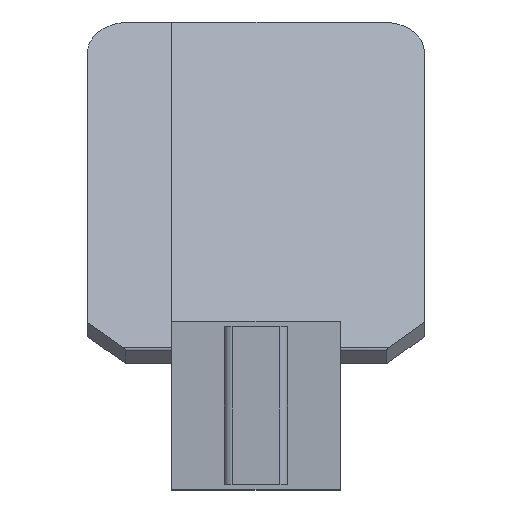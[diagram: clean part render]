
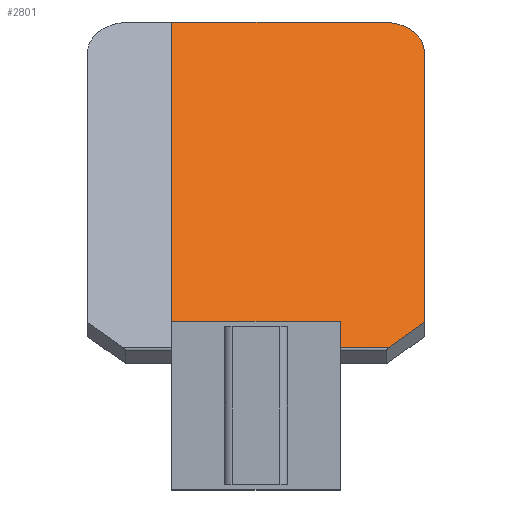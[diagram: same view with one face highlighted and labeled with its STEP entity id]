
A CAD part, top view. The second image highlights one B-rep face of the part: STEP entity #2801.
In plain terms, the highlighted planar face has unit normal (0, 0.707, 0.707).
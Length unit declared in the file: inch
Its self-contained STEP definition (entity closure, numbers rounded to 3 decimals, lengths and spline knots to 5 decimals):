
#116=AXIS2_PLACEMENT_3D('Circle Axis2P3D',#114,#115,$) ;
#2776=AXIS2_PLACEMENT_3D('Plane Axis2P3D',#2773,#2774,#2775) ;
#78=CARTESIAN_POINT('Vertex',(-1.,0.85355,-1.88)) ;
#94=CARTESIAN_POINT('Vertex',(1.,0.85355,-1.88)) ;
#97=CARTESIAN_POINT('Line Origine',(0.,0.85355,-1.88)) ;
#114=CARTESIAN_POINT('Axis2P3D Location',(1.5,4.21231,-5.23876)) ;
#118=CARTESIAN_POINT('Vertex',(1.5,4.56586,-5.59231)) ;
#120=CARTESIAN_POINT('Vertex',(2.,4.21231,-5.23876)) ;
#154=CARTESIAN_POINT('Line Origine',(2.,2.60364,-3.63009)) ;
#158=CARTESIAN_POINT('Vertex',(2.,0.99497,-2.02142)) ;
#520=CARTESIAN_POINT('Vertex',(1.,0.70576,-1.73221)) ;
#711=CARTESIAN_POINT('Line Origine',(1.,0.77966,-1.8061)) ;
#811=CARTESIAN_POINT('Vertex',(1.58,0.69799,-1.72444)) ;
#819=CARTESIAN_POINT('Line Origine',(1.775,0.83588,-1.86232)) ;
#836=CARTESIAN_POINT('Vertex',(1.,0.69799,-1.72444)) ;
#839=CARTESIAN_POINT('Line Origine',(1.,0.70187,-1.72832)) ;
#855=CARTESIAN_POINT('Line Origine',(0.,0.69799,-1.72444)) ;
#2773=CARTESIAN_POINT('Axis2P3D Location',(0.,4.56586,-5.59231)) ;
#2778=CARTESIAN_POINT('Line Origine',(0.25,4.56586,-5.59231)) ;
#2782=CARTESIAN_POINT('Vertex',(-1.,4.56586,-5.59231)) ;
#2785=CARTESIAN_POINT('Line Origine',(-1.,2.70971,-3.73616)) ;
#98=DIRECTION('Vector Direction',(-1.,0.,0.)) ;
#115=DIRECTION('Axis2P3D Direction',(0.,0.707,0.707)) ;
#155=DIRECTION('Vector Direction',(0.,-0.707,0.707)) ;
#712=DIRECTION('Vector Direction',(0.,-0.707,0.707)) ;
#820=DIRECTION('Vector Direction',(0.707,0.5,-0.5)) ;
#840=DIRECTION('Vector Direction',(0.,-0.707,0.707)) ;
#856=DIRECTION('Vector Direction',(1.,0.,0.)) ;
#2774=DIRECTION('Axis2P3D Direction',(-0.,0.707,0.707)) ;
#2775=DIRECTION('Axis2P3D XDirection',(0.,-0.707,0.707)) ;
#2779=DIRECTION('Vector Direction',(1.,0.,0.)) ;
#2786=DIRECTION('Vector Direction',(0.,-0.707,0.707)) ;
#99=VECTOR('Line Direction',#98,0.03937) ;
#156=VECTOR('Line Direction',#155,0.03937) ;
#713=VECTOR('Line Direction',#712,0.03937) ;
#821=VECTOR('Line Direction',#820,0.03937) ;
#841=VECTOR('Line Direction',#840,0.03937) ;
#857=VECTOR('Line Direction',#856,0.03937) ;
#2780=VECTOR('Line Direction',#2779,0.03937) ;
#2787=VECTOR('Line Direction',#2786,0.03937) ;
#2791=ORIENTED_EDGE('',*,*,#101,.F.) ;
#2792=ORIENTED_EDGE('',*,*,#715,.T.) ;
#2793=ORIENTED_EDGE('',*,*,#843,.T.) ;
#2794=ORIENTED_EDGE('',*,*,#859,.T.) ;
#2795=ORIENTED_EDGE('',*,*,#823,.F.) ;
#2796=ORIENTED_EDGE('',*,*,#160,.F.) ;
#2797=ORIENTED_EDGE('',*,*,#122,.F.) ;
#2798=ORIENTED_EDGE('',*,*,#2784,.F.) ;
#2799=ORIENTED_EDGE('',*,*,#2789,.T.) ;
#2801=ADVANCED_FACE('PLASTIC',(#2800),#2777,.T.) ;
#117=CIRCLE('generated circle',#116,0.5) ;
#101=EDGE_CURVE('',#95,#79,#100,.T.) ;
#122=EDGE_CURVE('',#119,#121,#117,.F.) ;
#160=EDGE_CURVE('',#121,#159,#157,.T.) ;
#715=EDGE_CURVE('',#95,#521,#714,.T.) ;
#823=EDGE_CURVE('',#159,#812,#822,.F.) ;
#843=EDGE_CURVE('',#521,#837,#842,.T.) ;
#859=EDGE_CURVE('',#837,#812,#858,.T.) ;
#2784=EDGE_CURVE('',#2783,#119,#2781,.T.) ;
#2789=EDGE_CURVE('',#2783,#79,#2788,.T.) ;
#2790=EDGE_LOOP('',(#2791,#2792,#2793,#2794,#2795,#2796,#2797,#2798,#2799)) ;
#2800=FACE_OUTER_BOUND('',#2790,.T.) ;
#100=LINE('Line',#97,#99) ;
#157=LINE('Line',#154,#156) ;
#714=LINE('Line',#711,#713) ;
#822=LINE('Line',#819,#821) ;
#842=LINE('Line',#839,#841) ;
#858=LINE('Line',#855,#857) ;
#2781=LINE('Line',#2778,#2780) ;
#2788=LINE('Line',#2785,#2787) ;
#2777=PLANE('',#2776) ;
#79=VERTEX_POINT('',#78) ;
#95=VERTEX_POINT('',#94) ;
#119=VERTEX_POINT('',#118) ;
#121=VERTEX_POINT('',#120) ;
#159=VERTEX_POINT('',#158) ;
#521=VERTEX_POINT('',#520) ;
#812=VERTEX_POINT('',#811) ;
#837=VERTEX_POINT('',#836) ;
#2783=VERTEX_POINT('',#2782) ;
